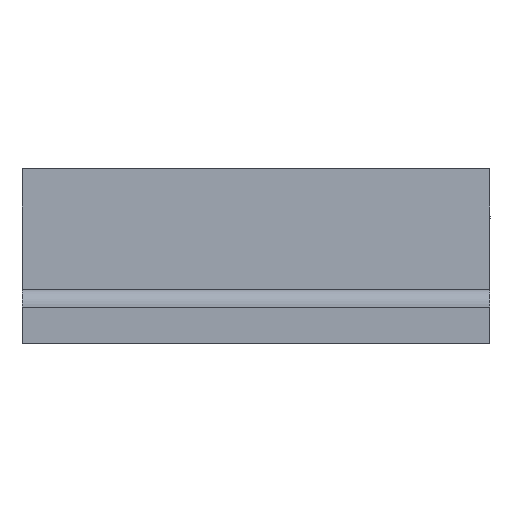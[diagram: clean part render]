
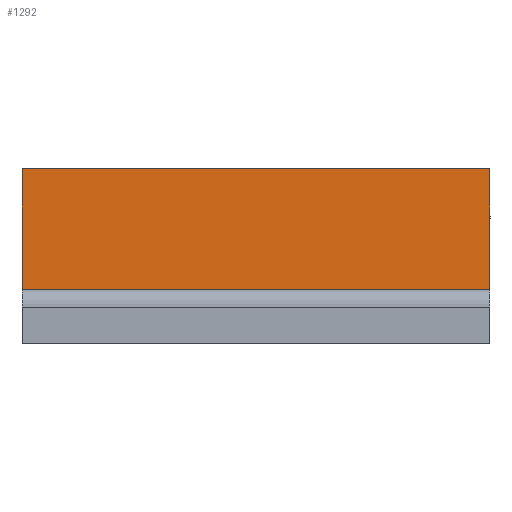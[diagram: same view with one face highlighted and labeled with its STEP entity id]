
A CAD part, top view. The second image highlights one B-rep face of the part: STEP entity #1292.
In plain terms, the highlighted planar face has unit normal (0, 0.945, 0.326).
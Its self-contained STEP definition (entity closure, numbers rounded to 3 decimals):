
#1 = VERTEX_POINT ( 'NONE', #1148 ) ;
#27 = CARTESIAN_POINT ( 'NONE',  ( 0., 18.723, -18.811 ) ) ;
#101 = DIRECTION ( 'NONE',  ( -1., 0., 0. ) ) ;
#105 = CARTESIAN_POINT ( 'NONE',  ( 0., 18.723, -18.811 ) ) ;
#154 = EDGE_CURVE ( 'NONE', #935, #1, #2283, .T. ) ;
#234 = ORIENTED_EDGE ( 'NONE', *, *, #639, .T. ) ;
#254 = FACE_OUTER_BOUND ( 'NONE', #1689, .T. ) ;
#366 = CARTESIAN_POINT ( 'NONE',  ( 50., 5.765, 18.752 ) ) ;
#639 = EDGE_CURVE ( 'NONE', #1, #1972, #1500, .T. ) ;
#647 = DIRECTION ( 'NONE',  ( 0., 0.326, -0.945 ) ) ;
#652 = CARTESIAN_POINT ( 'NONE',  ( 50., 5.765, 18.752 ) ) ;
#769 = VECTOR ( 'NONE', #1665, 1000. ) ;
#844 = VERTEX_POINT ( 'NONE', #868 ) ;
#859 = ORIENTED_EDGE ( 'NONE', *, *, #154, .T. ) ;
#868 = CARTESIAN_POINT ( 'NONE',  ( 50., 18.723, -18.811 ) ) ;
#894 = AXIS2_PLACEMENT_3D ( 'NONE', #1331, #1329, #1325 ) ;
#935 = VERTEX_POINT ( 'NONE', #27 ) ;
#1148 = CARTESIAN_POINT ( 'NONE',  ( 0., 5.765, 18.752 ) ) ;
#1189 = VECTOR ( 'NONE', #647, 1000. ) ;
#1209 = LINE ( 'NONE', #652, #1189 ) ;
#1292 = ADVANCED_FACE ( 'NONE', ( #254 ), #1372, .T. ) ;
#1325 = DIRECTION ( 'NONE',  ( 0., -0.326, 0.945 ) ) ;
#1329 = DIRECTION ( 'NONE',  ( 0., 0.945, 0.326 ) ) ;
#1331 = CARTESIAN_POINT ( 'NONE',  ( 0., 5.765, 18.752 ) ) ;
#1372 = PLANE ( 'NONE',  #894 ) ;
#1500 = LINE ( 'NONE', #1627, #769 ) ;
#1539 = VECTOR ( 'NONE', #101, 1000. ) ;
#1579 = ORIENTED_EDGE ( 'NONE', *, *, #2144, .T. ) ;
#1624 = LINE ( 'NONE', #105, #1539 ) ;
#1627 = CARTESIAN_POINT ( 'NONE',  ( 0., 5.765, 18.752 ) ) ;
#1665 = DIRECTION ( 'NONE',  ( 1., 0., 0. ) ) ;
#1689 = EDGE_LOOP ( 'NONE', ( #859, #234, #1898, #1579 ) ) ;
#1721 = EDGE_CURVE ( 'NONE', #1972, #844, #1209, .T. ) ;
#1831 = DIRECTION ( 'NONE',  ( 0., -0.326, 0.945 ) ) ;
#1898 = ORIENTED_EDGE ( 'NONE', *, *, #1721, .T. ) ;
#1972 = VERTEX_POINT ( 'NONE', #366 ) ;
#2144 = EDGE_CURVE ( 'NONE', #844, #935, #1624, .T. ) ;
#2168 = CARTESIAN_POINT ( 'NONE',  ( 0., 5.765, 18.752 ) ) ;
#2283 = LINE ( 'NONE', #2168, #2296 ) ;
#2296 = VECTOR ( 'NONE', #1831, 1000. ) ;
